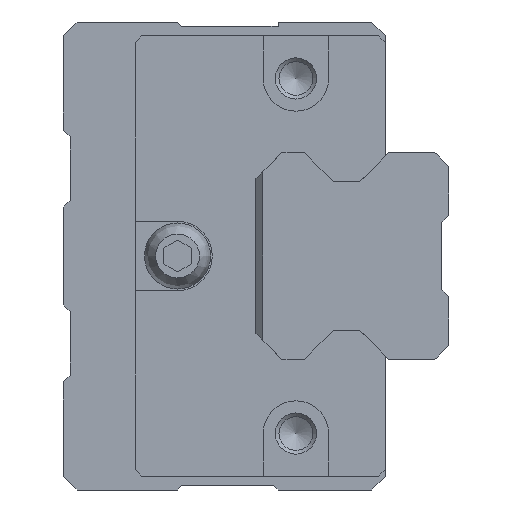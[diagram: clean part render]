
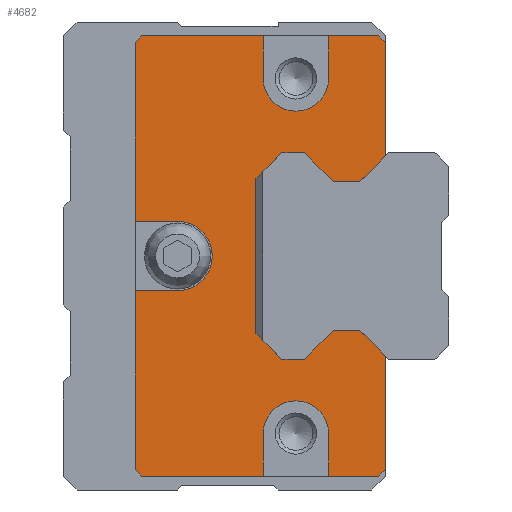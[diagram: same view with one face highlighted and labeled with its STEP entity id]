
A CAD part, left-side view. The second image highlights one B-rep face of the part: STEP entity #4682.
In plain terms, the highlighted planar face has unit normal (-1, 0, 0).
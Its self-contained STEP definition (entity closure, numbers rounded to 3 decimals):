
#307=CIRCLE('',#5135,2.52);
#308=CIRCLE('',#5136,2.38);
#309=CIRCLE('',#5137,2.38);
#504=FACE_OUTER_BOUND('',#802,.T.);
#802=EDGE_LOOP('',(#3620,#3621,#3622,#3623,#3624,#3625,#3626,#3627,#3628,
#3629,#3630,#3631,#3632,#3633,#3634,#3635,#3636,#3637,#3638,#3639,#3640,
#3641,#3642,#3643,#3644,#3645,#3646,#3647,#3648,#3649,#3650,#3651));
#1145=LINE('',#7338,#1602);
#1151=LINE('',#7350,#1608);
#1152=LINE('',#7354,#1609);
#1159=LINE('',#7369,#1616);
#1162=LINE('',#7373,#1619);
#1163=LINE('',#7376,#1620);
#1164=LINE('',#7378,#1621);
#1165=LINE('',#7380,#1622);
#1166=LINE('',#7384,#1623);
#1167=LINE('',#7386,#1624);
#1168=LINE('',#7388,#1625);
#1169=LINE('',#7390,#1626);
#1170=LINE('',#7392,#1627);
#1171=LINE('',#7396,#1628);
#1172=LINE('',#7398,#1629);
#1173=LINE('',#7400,#1630);
#1174=LINE('',#7401,#1631);
#1175=LINE('',#7403,#1632);
#1176=LINE('',#7405,#1633);
#1177=LINE('',#7407,#1634);
#1178=LINE('',#7409,#1635);
#1179=LINE('',#7411,#1636);
#1180=LINE('',#7413,#1637);
#1181=LINE('',#7415,#1638);
#1182=LINE('',#7417,#1639);
#1183=LINE('',#7418,#1640);
#1184=LINE('',#7420,#1641);
#1185=LINE('',#7421,#1642);
#1186=LINE('',#7423,#1643);
#1602=VECTOR('',#6062,1000.);
#1608=VECTOR('',#6070,1000.);
#1609=VECTOR('',#6073,1000.);
#1616=VECTOR('',#6082,1000.);
#1619=VECTOR('',#6085,1000.);
#1620=VECTOR('',#6088,1000.);
#1621=VECTOR('',#6089,1000.);
#1622=VECTOR('',#6090,1000.);
#1623=VECTOR('',#6093,1000.);
#1624=VECTOR('',#6094,1000.);
#1625=VECTOR('',#6095,1000.);
#1626=VECTOR('',#6096,1000.);
#1627=VECTOR('',#6097,1000.);
#1628=VECTOR('',#6100,1000.);
#1629=VECTOR('',#6101,1000.);
#1630=VECTOR('',#6102,1000.);
#1631=VECTOR('',#6103,1000.);
#1632=VECTOR('',#6104,1000.);
#1633=VECTOR('',#6105,1000.);
#1634=VECTOR('',#6106,1000.);
#1635=VECTOR('',#6107,1000.);
#1636=VECTOR('',#6108,1000.);
#1637=VECTOR('',#6109,1000.);
#1638=VECTOR('',#6110,1000.);
#1639=VECTOR('',#6111,1000.);
#1640=VECTOR('',#6112,1000.);
#1641=VECTOR('',#6113,1000.);
#1642=VECTOR('',#6114,1000.);
#1643=VECTOR('',#6115,1000.);
#2066=VERTEX_POINT('',#7335);
#2067=VERTEX_POINT('',#7337);
#2069=VERTEX_POINT('',#7343);
#2072=VERTEX_POINT('',#7348);
#2073=VERTEX_POINT('',#7352);
#2074=VERTEX_POINT('',#7353);
#2078=VERTEX_POINT('',#7362);
#2080=VERTEX_POINT('',#7366);
#2081=VERTEX_POINT('',#7368);
#2083=VERTEX_POINT('',#7375);
#2084=VERTEX_POINT('',#7377);
#2085=VERTEX_POINT('',#7379);
#2086=VERTEX_POINT('',#7381);
#2087=VERTEX_POINT('',#7383);
#2088=VERTEX_POINT('',#7385);
#2089=VERTEX_POINT('',#7387);
#2090=VERTEX_POINT('',#7389);
#2091=VERTEX_POINT('',#7391);
#2092=VERTEX_POINT('',#7393);
#2093=VERTEX_POINT('',#7395);
#2094=VERTEX_POINT('',#7397);
#2095=VERTEX_POINT('',#7399);
#2096=VERTEX_POINT('',#7402);
#2097=VERTEX_POINT('',#7404);
#2098=VERTEX_POINT('',#7406);
#2099=VERTEX_POINT('',#7408);
#2100=VERTEX_POINT('',#7410);
#2101=VERTEX_POINT('',#7412);
#2102=VERTEX_POINT('',#7414);
#2103=VERTEX_POINT('',#7416);
#2104=VERTEX_POINT('',#7419);
#2105=VERTEX_POINT('',#7422);
#2610=EDGE_CURVE('',#2067,#2066,#1145,.T.);
#2616=EDGE_CURVE('',#2072,#2069,#1151,.T.);
#2617=EDGE_CURVE('',#2073,#2074,#1152,.T.);
#2624=EDGE_CURVE('',#2080,#2081,#1159,.T.);
#2627=EDGE_CURVE('',#2074,#2078,#1162,.T.);
#2628=EDGE_CURVE('',#2083,#2078,#1163,.T.);
#2629=EDGE_CURVE('',#2084,#2073,#1164,.T.);
#2630=EDGE_CURVE('',#2084,#2085,#1165,.T.);
#2631=EDGE_CURVE('',#2085,#2086,#307,.T.);
#2632=EDGE_CURVE('',#2086,#2087,#1166,.T.);
#2633=EDGE_CURVE('',#2088,#2087,#1167,.T.);
#2634=EDGE_CURVE('',#2089,#2088,#1168,.T.);
#2635=EDGE_CURVE('',#2090,#2089,#1169,.T.);
#2636=EDGE_CURVE('',#2090,#2091,#1170,.T.);
#2637=EDGE_CURVE('',#2091,#2092,#308,.T.);
#2638=EDGE_CURVE('',#2092,#2093,#1171,.T.);
#2639=EDGE_CURVE('',#2094,#2093,#1172,.T.);
#2640=EDGE_CURVE('',#2095,#2094,#1173,.T.);
#2641=EDGE_CURVE('',#2069,#2095,#1174,.T.);
#2642=EDGE_CURVE('',#2072,#2096,#1175,.T.);
#2643=EDGE_CURVE('',#2096,#2097,#1176,.T.);
#2644=EDGE_CURVE('',#2097,#2098,#1177,.T.);
#2645=EDGE_CURVE('',#2098,#2099,#1178,.T.);
#2646=EDGE_CURVE('',#2099,#2100,#1179,.T.);
#2647=EDGE_CURVE('',#2100,#2101,#1180,.T.);
#2648=EDGE_CURVE('',#2101,#2102,#1181,.T.);
#2649=EDGE_CURVE('',#2102,#2103,#1182,.T.);
#2650=EDGE_CURVE('',#2103,#2067,#1183,.T.);
#2651=EDGE_CURVE('',#2104,#2066,#1184,.T.);
#2652=EDGE_CURVE('',#2081,#2104,#1185,.T.);
#2653=EDGE_CURVE('',#2080,#2105,#1186,.T.);
#2654=EDGE_CURVE('',#2105,#2083,#309,.T.);
#3620=ORIENTED_EDGE('',*,*,#2628,.T.);
#3621=ORIENTED_EDGE('',*,*,#2627,.F.);
#3622=ORIENTED_EDGE('',*,*,#2617,.F.);
#3623=ORIENTED_EDGE('',*,*,#2629,.F.);
#3624=ORIENTED_EDGE('',*,*,#2630,.T.);
#3625=ORIENTED_EDGE('',*,*,#2631,.T.);
#3626=ORIENTED_EDGE('',*,*,#2632,.T.);
#3627=ORIENTED_EDGE('',*,*,#2633,.F.);
#3628=ORIENTED_EDGE('',*,*,#2634,.F.);
#3629=ORIENTED_EDGE('',*,*,#2635,.F.);
#3630=ORIENTED_EDGE('',*,*,#2636,.T.);
#3631=ORIENTED_EDGE('',*,*,#2637,.T.);
#3632=ORIENTED_EDGE('',*,*,#2638,.T.);
#3633=ORIENTED_EDGE('',*,*,#2639,.F.);
#3634=ORIENTED_EDGE('',*,*,#2640,.F.);
#3635=ORIENTED_EDGE('',*,*,#2641,.F.);
#3636=ORIENTED_EDGE('',*,*,#2616,.F.);
#3637=ORIENTED_EDGE('',*,*,#2642,.T.);
#3638=ORIENTED_EDGE('',*,*,#2643,.T.);
#3639=ORIENTED_EDGE('',*,*,#2644,.T.);
#3640=ORIENTED_EDGE('',*,*,#2645,.T.);
#3641=ORIENTED_EDGE('',*,*,#2646,.T.);
#3642=ORIENTED_EDGE('',*,*,#2647,.T.);
#3643=ORIENTED_EDGE('',*,*,#2648,.T.);
#3644=ORIENTED_EDGE('',*,*,#2649,.T.);
#3645=ORIENTED_EDGE('',*,*,#2650,.T.);
#3646=ORIENTED_EDGE('',*,*,#2610,.T.);
#3647=ORIENTED_EDGE('',*,*,#2651,.F.);
#3648=ORIENTED_EDGE('',*,*,#2652,.F.);
#3649=ORIENTED_EDGE('',*,*,#2624,.F.);
#3650=ORIENTED_EDGE('',*,*,#2653,.T.);
#3651=ORIENTED_EDGE('',*,*,#2654,.T.);
#4223=PLANE('',#5134);
#4682=ADVANCED_FACE('',(#504),#4223,.F.);
#5134=AXIS2_PLACEMENT_3D('',#7374,#6086,#6087);
#5135=AXIS2_PLACEMENT_3D('',#7382,#6091,#6092);
#5136=AXIS2_PLACEMENT_3D('',#7394,#6098,#6099);
#5137=AXIS2_PLACEMENT_3D('',#7424,#6116,#6117);
#6062=DIRECTION('',(0.,-0.707,0.707));
#6070=DIRECTION('',(0.,-0.707,-0.707));
#6073=DIRECTION('',(0.,-0.707,0.707));
#6082=DIRECTION('',(0.,-1.,0.));
#6085=DIRECTION('',(0.,-1.,0.));
#6086=DIRECTION('center_axis',(1.,0.,0.));
#6087=DIRECTION('ref_axis',(0.,0.,-1.));
#6088=DIRECTION('',(0.,0.,1.));
#6089=DIRECTION('',(0.,0.,1.));
#6090=DIRECTION('',(0.,-1.,0.));
#6091=DIRECTION('center_axis',(1.,0.,0.));
#6092=DIRECTION('ref_axis',(0.,0.,-1.));
#6093=DIRECTION('',(0.,1.,0.));
#6094=DIRECTION('',(0.,0.,1.));
#6095=DIRECTION('',(0.,0.707,0.707));
#6096=DIRECTION('',(0.,1.,0.));
#6097=DIRECTION('',(0.,0.,1.));
#6098=DIRECTION('center_axis',(1.,0.,0.));
#6099=DIRECTION('ref_axis',(0.,0.,-1.));
#6100=DIRECTION('',(0.,0.,-1.));
#6101=DIRECTION('',(0.,1.,0.));
#6102=DIRECTION('',(0.,0.707,-0.707));
#6103=DIRECTION('',(0.,0.,-1.));
#6104=DIRECTION('',(0.,1.,0.));
#6105=DIRECTION('',(0.,0.707,-0.707));
#6106=DIRECTION('',(0.,1.,0.));
#6107=DIRECTION('',(0.,0.707,0.707));
#6108=DIRECTION('',(0.,0.,1.));
#6109=DIRECTION('',(0.,-0.707,0.707));
#6110=DIRECTION('',(0.,-1.,0.));
#6111=DIRECTION('',(0.,-0.707,-0.707));
#6112=DIRECTION('',(0.,-1.,0.));
#6113=DIRECTION('',(0.,0.,-1.));
#6114=DIRECTION('',(0.,-0.707,-0.707));
#6115=DIRECTION('',(0.,0.,-1.));
#6116=DIRECTION('center_axis',(1.,0.,0.));
#6117=DIRECTION('ref_axis',(0.,0.,-1.));
#7335=CARTESIAN_POINT('',(469.,4.6,7.25));
#7337=CARTESIAN_POINT('',(469.,6.45,5.4));
#7338=CARTESIAN_POINT('',(469.,6.45,5.4));
#7343=CARTESIAN_POINT('',(469.,4.6,-7.25));
#7348=CARTESIAN_POINT('',(469.,6.45,-5.4));
#7350=CARTESIAN_POINT('',(469.,8.225,-3.625));
#7352=CARTESIAN_POINT('',(469.,22.79,15.5));
#7353=CARTESIAN_POINT('',(469.,22.29,16.));
#7354=CARTESIAN_POINT('',(469.,22.79,15.5));
#7362=CARTESIAN_POINT('',(469.,13.48,16.));
#7366=CARTESIAN_POINT('',(469.,8.72,16.));
#7368=CARTESIAN_POINT('',(469.,5.1,16.));
#7369=CARTESIAN_POINT('',(469.,22.29,16.));
#7373=CARTESIAN_POINT('',(469.,22.29,16.));
#7374=CARTESIAN_POINT('Origin',(469.,4.6,0.));
#7375=CARTESIAN_POINT('',(469.,13.48,12.9));
#7376=CARTESIAN_POINT('',(469.,13.48,12.9));
#7377=CARTESIAN_POINT('',(469.,22.79,2.52));
#7378=CARTESIAN_POINT('',(469.,22.79,-15.5));
#7379=CARTESIAN_POINT('',(469.,19.7,2.52));
#7380=CARTESIAN_POINT('',(469.,41.5,2.52));
#7381=CARTESIAN_POINT('',(469.,19.7,-2.52));
#7382=CARTESIAN_POINT('Origin',(469.,19.7,0.));
#7383=CARTESIAN_POINT('',(469.,22.79,-2.52));
#7384=CARTESIAN_POINT('',(469.,19.7,-2.52));
#7385=CARTESIAN_POINT('',(469.,22.79,-15.5));
#7386=CARTESIAN_POINT('',(469.,22.79,-15.5));
#7387=CARTESIAN_POINT('',(469.,22.29,-16.));
#7388=CARTESIAN_POINT('',(469.,22.29,-16.));
#7389=CARTESIAN_POINT('',(469.,13.48,-16.));
#7390=CARTESIAN_POINT('',(469.,5.1,-16.));
#7391=CARTESIAN_POINT('',(469.,13.48,-12.9));
#7392=CARTESIAN_POINT('',(469.,13.48,-32.9));
#7393=CARTESIAN_POINT('',(469.,8.72,-12.9));
#7394=CARTESIAN_POINT('Origin',(469.,11.1,-12.9));
#7395=CARTESIAN_POINT('',(469.,8.72,-16.));
#7396=CARTESIAN_POINT('',(469.,8.72,-12.9));
#7397=CARTESIAN_POINT('',(469.,5.1,-16.));
#7398=CARTESIAN_POINT('',(469.,5.1,-16.));
#7399=CARTESIAN_POINT('',(469.,4.6,-15.5));
#7400=CARTESIAN_POINT('',(469.,4.6,-15.5));
#7401=CARTESIAN_POINT('',(469.,4.6,15.5));
#7402=CARTESIAN_POINT('',(469.,8.38,-5.4));
#7403=CARTESIAN_POINT('',(469.,6.45,-5.4));
#7404=CARTESIAN_POINT('',(469.,10.48,-7.5));
#7405=CARTESIAN_POINT('',(469.,8.38,-5.4));
#7406=CARTESIAN_POINT('',(469.,12.12,-7.5));
#7407=CARTESIAN_POINT('',(469.,10.48,-7.5));
#7408=CARTESIAN_POINT('',(469.,14.,-5.62));
#7409=CARTESIAN_POINT('',(469.,12.12,-7.5));
#7410=CARTESIAN_POINT('',(469.,14.,5.62));
#7411=CARTESIAN_POINT('',(469.,14.,-5.62));
#7412=CARTESIAN_POINT('',(469.,12.12,7.5));
#7413=CARTESIAN_POINT('',(469.,14.,5.62));
#7414=CARTESIAN_POINT('',(469.,10.48,7.5));
#7415=CARTESIAN_POINT('',(469.,12.12,7.5));
#7416=CARTESIAN_POINT('',(469.,8.38,5.4));
#7417=CARTESIAN_POINT('',(469.,10.48,7.5));
#7418=CARTESIAN_POINT('',(469.,8.38,5.4));
#7419=CARTESIAN_POINT('',(469.,4.6,15.5));
#7420=CARTESIAN_POINT('',(469.,4.6,15.5));
#7421=CARTESIAN_POINT('',(469.,5.1,16.));
#7422=CARTESIAN_POINT('',(469.,8.72,12.9));
#7423=CARTESIAN_POINT('',(469.,8.72,32.9));
#7424=CARTESIAN_POINT('Origin',(469.,11.1,12.9));
